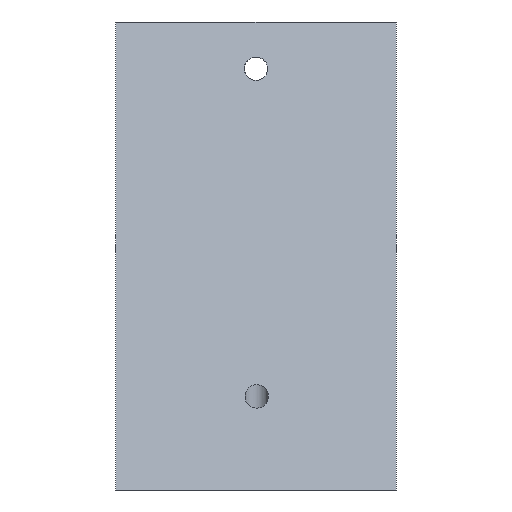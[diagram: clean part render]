
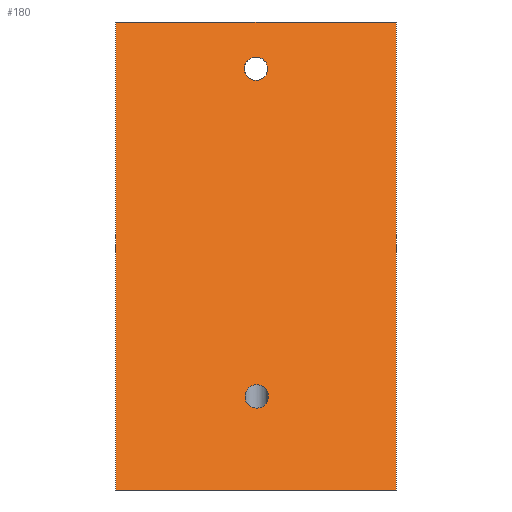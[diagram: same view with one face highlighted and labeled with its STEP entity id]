
A CAD part, front view. The second image highlights one B-rep face of the part: STEP entity #180.
In plain terms, the highlighted planar face has unit normal (0, -0.707, 0.707).
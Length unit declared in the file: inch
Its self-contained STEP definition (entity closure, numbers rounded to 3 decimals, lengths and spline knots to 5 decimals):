
#19=FACE_BOUND('',#55,.T.);
#20=FACE_BOUND('',#56,.T.);
#21=ELLIPSE('',#202,0.08839,0.0625);
#22=ELLIPSE('',#205,0.08839,0.0625);
#28=PLANE('',#213);
#39=FACE_OUTER_BOUND('',#54,.T.);
#54=EDGE_LOOP('',(#158,#159,#160,#161));
#55=EDGE_LOOP('',(#162));
#56=EDGE_LOOP('',(#163));
#62=LINE('',#298,#75);
#65=LINE('',#304,#78);
#69=LINE('',#311,#82);
#70=LINE('',#313,#83);
#75=VECTOR('',#251,0.3937);
#78=VECTOR('',#256,0.3937);
#82=VECTOR('',#262,0.3937);
#83=VECTOR('',#265,0.3937);
#93=VERTEX_POINT('',#279);
#95=VERTEX_POINT('',#285);
#98=VERTEX_POINT('',#296);
#99=VERTEX_POINT('',#297);
#101=VERTEX_POINT('',#303);
#103=VERTEX_POINT('',#309);
#109=EDGE_CURVE('',#93,#93,#21,.T.);
#112=EDGE_CURVE('',#95,#95,#22,.T.);
#116=EDGE_CURVE('',#98,#99,#62,.T.);
#119=EDGE_CURVE('',#101,#99,#65,.T.);
#123=EDGE_CURVE('',#98,#103,#69,.T.);
#124=EDGE_CURVE('',#101,#103,#70,.T.);
#158=ORIENTED_EDGE('',*,*,#123,.T.);
#159=ORIENTED_EDGE('',*,*,#124,.F.);
#160=ORIENTED_EDGE('',*,*,#119,.T.);
#161=ORIENTED_EDGE('',*,*,#116,.F.);
#162=ORIENTED_EDGE('',*,*,#109,.T.);
#163=ORIENTED_EDGE('',*,*,#112,.T.);
#180=ADVANCED_FACE('',(#39,#19,#20),#28,.T.);
#202=AXIS2_PLACEMENT_3D('',#281,#231,#232);
#205=AXIS2_PLACEMENT_3D('',#287,#238,#239);
#213=AXIS2_PLACEMENT_3D('',#312,#263,#264);
#231=DIRECTION('center_axis',(0.,0.707,-0.707));
#232=DIRECTION('ref_axis',(0.,-0.707,-0.707));
#238=DIRECTION('center_axis',(0.,0.707,-0.707));
#239=DIRECTION('ref_axis',(0.,0.707,0.707));
#251=DIRECTION('',(0.,0.707,0.707));
#256=DIRECTION('',(-1.,0.,0.));
#262=DIRECTION('',(1.,0.,0.));
#263=DIRECTION('center_axis',(0.,-0.707,0.707));
#264=DIRECTION('ref_axis',(0.,-0.707,-0.707));
#265=DIRECTION('',(0.,-0.707,-0.707));
#279=CARTESIAN_POINT('',(0.06629,0.49999,0.49999));
#281=CARTESIAN_POINT('Origin',(0.00379,0.49999,0.49999));
#285=CARTESIAN_POINT('',(0.,2.1875,2.1875));
#287=CARTESIAN_POINT('Origin',(0.,2.25,2.25));
#296=CARTESIAN_POINT('',(-0.75,0.,0.));
#297=CARTESIAN_POINT('',(-0.75,2.5,2.5));
#298=CARTESIAN_POINT('',(-0.75,2.5,2.5));
#303=CARTESIAN_POINT('',(0.75,2.5,2.5));
#304=CARTESIAN_POINT('',(0.,2.5,2.5));
#309=CARTESIAN_POINT('',(0.75,0.,0.));
#311=CARTESIAN_POINT('',(0.,0.,0.));
#312=CARTESIAN_POINT('Origin',(0.,2.5,2.5));
#313=CARTESIAN_POINT('',(0.75,2.5,2.5));
